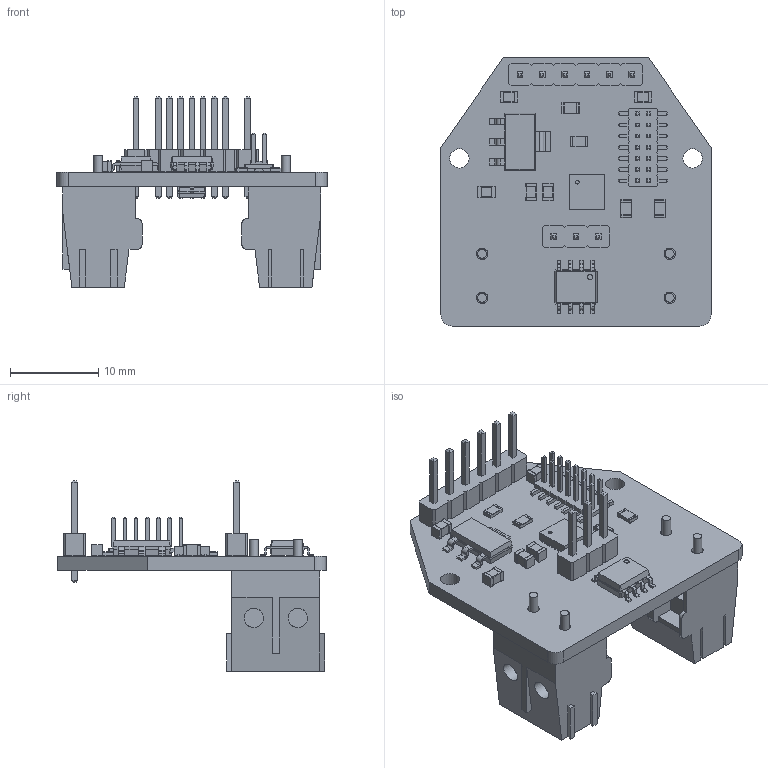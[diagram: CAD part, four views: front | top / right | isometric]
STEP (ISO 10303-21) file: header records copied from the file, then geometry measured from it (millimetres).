
FILE_DESCRIPTION(('KiCad electronic assembly'),'2;1');
FILE_NAME('DiLight_2.0.step','2022-10-06T07:57:55',('Pcbnew'),('Kicad'), 'Open CASCADE STEP processor 7.6','KiCad to STEP converter','Unknown' );
FILE_SCHEMA(('AUTOMOTIVE_DESIGN { 1 0 10303 214 1 1 1 1 }'));
Length unit declared in the file: millimetre
Products named in the file (22): DiLight_2.0 1; PinHeader_1x03_P2.54mm_Vertical; SOLID; C_0805_2012Metric; PinHeader_2x07_P1.27mm_Vertical_SMD; QFN-28_4x4mm_P0.5mm; R_0805_2012Metric; SOT-223; PinHeader_1x06_P2.54mm_Vertical; SOIC-8_3.9x4.9mm_P1.27mm; TerminalBlock_Phoenix_PT-1,5-2-5.0-H_1x02_P5.00mm_Horizontal; SOT-23; DiLight_2.0 PCB
Assembly tree (30 placements, depth 3):
  DiLight_2.0 1
    PinHeader_1x03_P2.54mm_Vertical
      SOLID
    C_0805_2012Metric  x5
      SOLID
    PinHeader_2x07_P1.27mm_Vertical_SMD
      SOLID
    QFN-28_4x4mm_P0.5mm
      SOLID
    R_0805_2012Metric  x5
      SOLID
    SOT-223
      SOLID
    PinHeader_1x06_P2.54mm_Vertical
      SOLID
    SOIC-8_3.9x4.9mm_P1.27mm
      SOLID
    TerminalBlock_Phoenix_PT-1,5-2-5.0-H_1x02_P5.00mm_Horizontal  x2
      SOLID
    SOT-23
      SOLID
    DiLight_2.0 PCB
Bounding box: 30.7 x 30.48 x 21.64 mm (x, y, z)
Volume: 2993.3 mm3; surface area: 5076.5 mm2
Topology: 20 solids, 20 shells, 1569 faces, 4065 edges, 2596 vertices
Faces by surface type: bspline 1544, cylinder 17, plane 8
Full cylindrical faces by diameter (mm): 1 x9, 1.3 x4, 2.2 x2
Entity records: 78346 total; most frequent: CARTESIAN_POINT 27789, B_SPLINE_CURVE_WITH_KNOTS 8774, ORIENTED_EDGE 6326, PCURVE 6326, DEFINITIONAL_REPRESENTATION 6326, EDGE_CURVE 3163, SURFACE_CURVE 3138, VERTEX_POINT 2002
